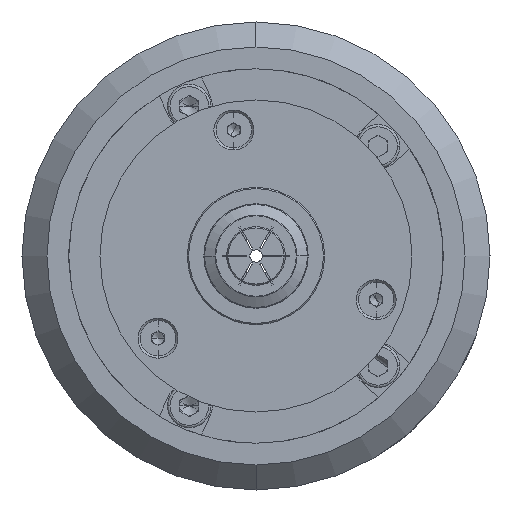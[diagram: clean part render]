
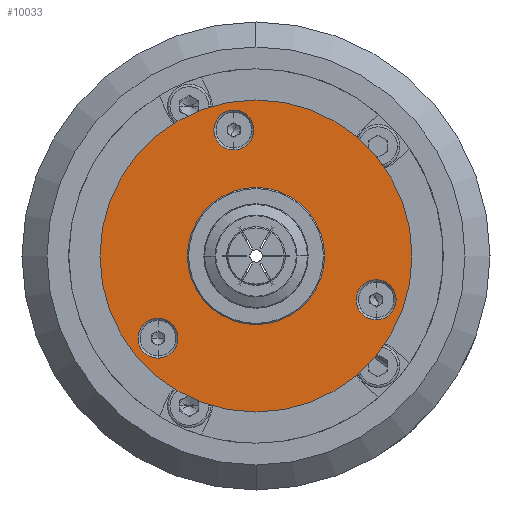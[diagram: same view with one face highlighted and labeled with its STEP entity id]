
A CAD part, left-side view. The second image highlights one B-rep face of the part: STEP entity #10033.
In plain terms, the highlighted planar face has unit normal (-1, 0, 0).
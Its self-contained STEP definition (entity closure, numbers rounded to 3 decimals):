
#10026 = ORIENTED_EDGE ( 'NONE', *, *, #10353, .F. ) ;
#10027 = ORIENTED_EDGE ( 'NONE', *, *, #10255, .F. ) ;
#10032 = EDGE_CURVE ( 'NONE', #10288, #10285, #13992, .T. ) ;
#10033 = ADVANCED_FACE ( 'NONE', ( #13988, #13987, #13986, #13985, #13984 ), #13983, .T. ) ;
#10034 = EDGE_LOOP ( 'NONE', ( #10035, #10037 ) ) ;
#10035 = ORIENTED_EDGE ( 'NONE', *, *, #10036, .F. ) ;
#10036 = EDGE_CURVE ( 'NONE', #10263, #10260, #13981, .T. ) ;
#10037 = ORIENTED_EDGE ( 'NONE', *, *, #10262, .F. ) ;
#10038 = EDGE_LOOP ( 'NONE', ( #10039, #10040 ) ) ;
#10039 = ORIENTED_EDGE ( 'NONE', *, *, #10032, .F. ) ;
#10040 = ORIENTED_EDGE ( 'NONE', *, *, #10287, .F. ) ;
#10041 = EDGE_LOOP ( 'NONE', ( #10042, #10328 ) ) ;
#10042 = ORIENTED_EDGE ( 'NONE', *, *, #10219, .F. ) ;
#10043 = EDGE_LOOP ( 'NONE', ( #10329, #10333 ) ) ;
#10219 = EDGE_CURVE ( 'NONE', #10347, #10344, #14963, .T. ) ;
#10255 = EDGE_CURVE ( 'NONE', #10355, #10354, #15026, .T. ) ;
#10260 = VERTEX_POINT ( 'NONE', #15016 ) ;
#10262 = EDGE_CURVE ( 'NONE', #10260, #10263, #15015, .T. ) ;
#10263 = VERTEX_POINT ( 'NONE', #15010 ) ;
#10285 = VERTEX_POINT ( 'NONE', #15313 ) ;
#10287 = EDGE_CURVE ( 'NONE', #10285, #10288, #15312, .T. ) ;
#10288 = VERTEX_POINT ( 'NONE', #15244 ) ;
#10328 = ORIENTED_EDGE ( 'NONE', *, *, #10346, .F. ) ;
#10329 = ORIENTED_EDGE ( 'NONE', *, *, #10330, .T. ) ;
#10330 = EDGE_CURVE ( 'NONE', #10331, #10332, #15290, .T. ) ;
#10331 = VERTEX_POINT ( 'NONE', #15285 ) ;
#10332 = VERTEX_POINT ( 'NONE', #15284 ) ;
#10333 = ORIENTED_EDGE ( 'NONE', *, *, #10334, .T. ) ;
#10334 = EDGE_CURVE ( 'NONE', #10332, #10331, #15283, .T. ) ;
#10335 = EDGE_LOOP ( 'NONE', ( #10026, #10027 ) ) ;
#10344 = VERTEX_POINT ( 'NONE', #15175 ) ;
#10346 = EDGE_CURVE ( 'NONE', #10344, #10347, #15174, .T. ) ;
#10347 = VERTEX_POINT ( 'NONE', #15169 ) ;
#10353 = EDGE_CURVE ( 'NONE', #10354, #10355, #15163, .T. ) ;
#10354 = VERTEX_POINT ( 'NONE', #15279 ) ;
#10355 = VERTEX_POINT ( 'NONE', #15278 ) ;
#13974 = DIRECTION ( 'NONE',  ( 0., 0., 1. ) ) ;
#13975 = DIRECTION ( 'NONE',  ( -1., 0., 0. ) ) ;
#13976 = CARTESIAN_POINT ( 'NONE',  ( -12.2, 3.56, 20.189 ) ) ;
#13977 = AXIS2_PLACEMENT_3D ( 'NONE', #13976, #13975, #13974 ) ;
#13978 = DIRECTION ( 'NONE',  ( 0., 0., 1. ) ) ;
#13979 = DIRECTION ( 'NONE',  ( -1., 0., 0. ) ) ;
#13980 = CARTESIAN_POINT ( 'NONE',  ( -12.2, 25., 0. ) ) ;
#13981 = CIRCLE ( 'NONE', #13977, 3.2 ) ;
#13982 = AXIS2_PLACEMENT_3D ( 'NONE', #13980, #13979, #13978 ) ;
#13983 = PLANE ( 'NONE',  #13982 ) ;
#13984 = FACE_OUTER_BOUND ( 'NONE', #10335, .T. ) ;
#13985 = FACE_BOUND ( 'NONE', #10043, .T. ) ;
#13986 = FACE_BOUND ( 'NONE', #10041, .T. ) ;
#13987 = FACE_BOUND ( 'NONE', #10038, .T. ) ;
#13988 = FACE_BOUND ( 'NONE', #10034, .T. ) ;
#13989 = DIRECTION ( 'NONE',  ( 0., 0., 1. ) ) ;
#13990 = DIRECTION ( 'NONE',  ( -1., 0., 0. ) ) ;
#13991 = AXIS2_PLACEMENT_3D ( 'NONE', #14027, #13990, #13989 ) ;
#13992 = CIRCLE ( 'NONE', #13991, 3.2 ) ;
#14027 = CARTESIAN_POINT ( 'NONE',  ( -12.2, -19.264, -7.011 ) ) ;
#14958 = DIRECTION ( 'NONE',  ( 0., 0., 1. ) ) ;
#14959 = DIRECTION ( 'NONE',  ( -1., 0., 0. ) ) ;
#14960 = CARTESIAN_POINT ( 'NONE',  ( -12.2, 15.704, -13.177 ) ) ;
#14961 = AXIS2_PLACEMENT_3D ( 'NONE', #14960, #14959, #14958 ) ;
#14963 = CIRCLE ( 'NONE', #14961, 3.2 ) ;
#15010 = CARTESIAN_POINT ( 'NONE',  ( -12.2, 3.56, 23.389 ) ) ;
#15011 = DIRECTION ( 'NONE',  ( 0., 0., 1. ) ) ;
#15012 = DIRECTION ( 'NONE',  ( -1., 0., 0. ) ) ;
#15013 = CARTESIAN_POINT ( 'NONE',  ( -12.2, 3.56, 20.189 ) ) ;
#15014 = AXIS2_PLACEMENT_3D ( 'NONE', #15013, #15012, #15011 ) ;
#15015 = CIRCLE ( 'NONE', #15014, 3.2 ) ;
#15016 = CARTESIAN_POINT ( 'NONE',  ( -12.2, 3.56, 16.989 ) ) ;
#15022 = DIRECTION ( 'NONE',  ( 0., 0., -1. ) ) ;
#15023 = DIRECTION ( 'NONE',  ( 1., 0., 0. ) ) ;
#15024 = CARTESIAN_POINT ( 'NONE',  ( -12.2, 0., 0. ) ) ;
#15025 = AXIS2_PLACEMENT_3D ( 'NONE', #15024, #15023, #15022 ) ;
#15026 = CIRCLE ( 'NONE', #15025, 25. ) ;
#15154 = DIRECTION ( 'NONE',  ( 0., 0., -1. ) ) ;
#15155 = DIRECTION ( 'NONE',  ( 1., 0., 0. ) ) ;
#15156 = CARTESIAN_POINT ( 'NONE',  ( -12.2, 0., 0. ) ) ;
#15157 = AXIS2_PLACEMENT_3D ( 'NONE', #15156, #15155, #15154 ) ;
#15163 = CIRCLE ( 'NONE', #15157, 25. ) ;
#15169 = CARTESIAN_POINT ( 'NONE',  ( -12.2, 15.704, -9.977 ) ) ;
#15170 = DIRECTION ( 'NONE',  ( 0., 0., 1. ) ) ;
#15171 = DIRECTION ( 'NONE',  ( -1., 0., 0. ) ) ;
#15172 = CARTESIAN_POINT ( 'NONE',  ( -12.2, 15.704, -13.177 ) ) ;
#15173 = AXIS2_PLACEMENT_3D ( 'NONE', #15172, #15171, #15170 ) ;
#15174 = CIRCLE ( 'NONE', #15173, 3.2 ) ;
#15175 = CARTESIAN_POINT ( 'NONE',  ( -12.2, 15.704, -16.377 ) ) ;
#15185 = DIRECTION ( 'NONE',  ( 0., 0., -1. ) ) ;
#15244 = CARTESIAN_POINT ( 'NONE',  ( -12.2, -19.264, -3.811 ) ) ;
#15245 = DIRECTION ( 'NONE',  ( 0., 0., 1. ) ) ;
#15246 = DIRECTION ( 'NONE',  ( -1., 0., 0. ) ) ;
#15247 = CARTESIAN_POINT ( 'NONE',  ( -12.2, -19.264, -7.011 ) ) ;
#15248 = AXIS2_PLACEMENT_3D ( 'NONE', #15247, #15246, #15245 ) ;
#15278 = CARTESIAN_POINT ( 'NONE',  ( -12.2, 0., 25. ) ) ;
#15279 = CARTESIAN_POINT ( 'NONE',  ( -12.2, 0., -25. ) ) ;
#15280 = DIRECTION ( 'NONE',  ( 1., 0., 0. ) ) ;
#15281 = CARTESIAN_POINT ( 'NONE',  ( -12.2, 0., 0. ) ) ;
#15282 = AXIS2_PLACEMENT_3D ( 'NONE', #15281, #15280, #15185 ) ;
#15283 = CIRCLE ( 'NONE', #15282, 9.8 ) ;
#15284 = CARTESIAN_POINT ( 'NONE',  ( -12.2, 0., 9.8 ) ) ;
#15285 = CARTESIAN_POINT ( 'NONE',  ( -12.2, 0., -9.8 ) ) ;
#15286 = DIRECTION ( 'NONE',  ( 0., 0., -1. ) ) ;
#15287 = DIRECTION ( 'NONE',  ( 1., 0., 0. ) ) ;
#15288 = CARTESIAN_POINT ( 'NONE',  ( -12.2, 0., 0. ) ) ;
#15289 = AXIS2_PLACEMENT_3D ( 'NONE', #15288, #15287, #15286 ) ;
#15290 = CIRCLE ( 'NONE', #15289, 9.8 ) ;
#15312 = CIRCLE ( 'NONE', #15248, 3.2 ) ;
#15313 = CARTESIAN_POINT ( 'NONE',  ( -12.2, -19.264, -10.211 ) ) ;
